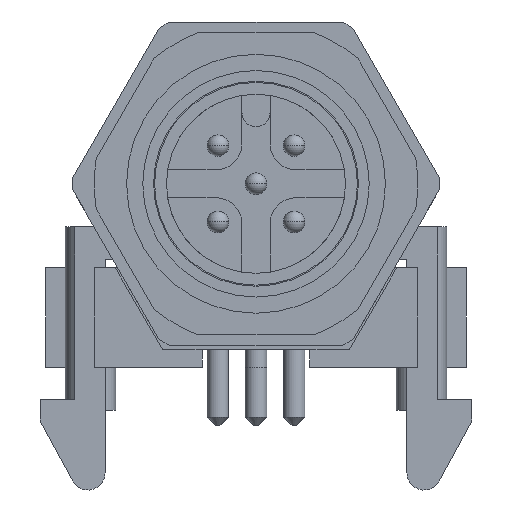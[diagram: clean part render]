
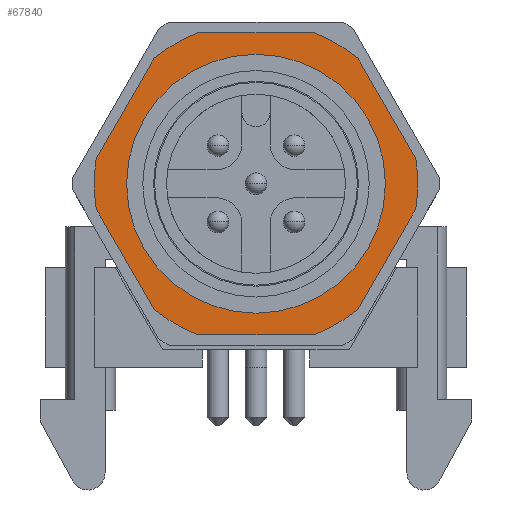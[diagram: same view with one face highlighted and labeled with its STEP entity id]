
A CAD part, front view. The second image highlights one B-rep face of the part: STEP entity #67840.
In plain terms, the highlighted planar face has unit normal (0, -1, 0).
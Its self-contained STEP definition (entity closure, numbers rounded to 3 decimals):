
#6700=CARTESIAN_POINT('',(0.,-10.2,6.));
#6710=VERTEX_POINT('',#6700);
#6870=CARTESIAN_POINT('',(0.,-10.2,-6.));
#6880=VERTEX_POINT('',#6870);
#6910=CARTESIAN_POINT('',(0.,-10.2,0.));
#6920=DIRECTION('',(0.,1.,0.));
#6930=DIRECTION('',(0.,0.,1.));
#6940=AXIS2_PLACEMENT_3D('',#6910,#6920,#6930);
#6950=CIRCLE('',#6940,6.);
#6960=EDGE_CURVE('',#6880,#6710,#6950,.T.);
#66220=CARTESIAN_POINT('',(-2.693,-10.2,7.));
#66230=VERTEX_POINT('',#66220);
#66260=CARTESIAN_POINT('',(0.,-10.2,0.));
#66270=DIRECTION('',(0.,1.,0.));
#66280=DIRECTION('',(0.,0.,1.));
#66290=AXIS2_PLACEMENT_3D('',#66260,#66270,#66280);
#66300=CIRCLE('',#66290,7.5);
#66310=CARTESIAN_POINT('',(-4.716,-10.2,5.832));
#66320=VERTEX_POINT('',#66310);
#66330=EDGE_CURVE('',#66320,#66230,#66300,.T.);
#66610=CARTESIAN_POINT('',(-4.716,-10.2,-5.832));
#66620=VERTEX_POINT('',#66610);
#66650=CARTESIAN_POINT('',(0.,-10.2,0.));
#66660=DIRECTION('',(0.,1.,0.));
#66670=DIRECTION('',(0.,0.,1.));
#66680=AXIS2_PLACEMENT_3D('',#66650,#66660,#66670);
#66690=CIRCLE('',#66680,7.5);
#66700=CARTESIAN_POINT('',(-2.693,-10.2,-7.));
#66710=VERTEX_POINT('',#66700);
#66720=EDGE_CURVE('',#66710,#66620,#66690,.T.);
#66900=CARTESIAN_POINT('',(0.,-10.2,6.775));
#66910=DIRECTION('',(0.,-1.,0.));
#66920=DIRECTION('',(0.,0.,-1.));
#66930=AXIS2_PLACEMENT_3D('',#66900,#66910,#66920);
#66940=PLANE('',#66930);
#66950=EDGE_CURVE('',#6710,#6880,#6950,.T.);
#66960=ORIENTED_EDGE('',*,*,#66950,.T.);
#66970=ORIENTED_EDGE('',*,*,#6960,.T.);
#66980=EDGE_LOOP('',(#66970,#66960));
#66990=FACE_BOUND('',#66980,.T.);
#67000=CARTESIAN_POINT('',(0.,-10.2,0.));
#67010=DIRECTION('',(0.,1.,0.));
#67020=DIRECTION('',(0.,0.,1.));
#67030=AXIS2_PLACEMENT_3D('',#67000,#67010,#67020);
#67040=CIRCLE('',#67030,7.5);
#67050=CARTESIAN_POINT('',(7.408,-10.2,1.168));
#67060=VERTEX_POINT('',#67050);
#67070=CARTESIAN_POINT('',(7.408,-10.2,-1.168));
#67080=VERTEX_POINT('',#67070);
#67090=EDGE_CURVE('',#67060,#67080,#67040,.T.);
#67100=ORIENTED_EDGE('',*,*,#67090,.F.);
#67110=CARTESIAN_POINT('',(4.716,-10.2,-5.832));
#67120=DIRECTION('',(0.5,0.,0.866));
#67130=VECTOR('',#67120,5.385);
#67140=LINE('',#67110,#67130);
#67150=CARTESIAN_POINT('',(4.716,-10.2,-5.832));
#67160=VERTEX_POINT('',#67150);
#67170=EDGE_CURVE('',#67160,#67080,#67140,.T.);
#67180=ORIENTED_EDGE('',*,*,#67170,.T.);
#67190=CARTESIAN_POINT('',(0.,-10.2,0.));
#67200=DIRECTION('',(0.,1.,0.));
#67210=DIRECTION('',(0.,0.,1.));
#67220=AXIS2_PLACEMENT_3D('',#67190,#67200,#67210);
#67230=CIRCLE('',#67220,7.5);
#67240=CARTESIAN_POINT('',(2.693,-10.2,-7.));
#67250=VERTEX_POINT('',#67240);
#67260=EDGE_CURVE('',#67160,#67250,#67230,.T.);
#67270=ORIENTED_EDGE('',*,*,#67260,.F.);
#67280=CARTESIAN_POINT('',(-2.693,-10.2,-7.));
#67290=DIRECTION('',(1.,0.,0.));
#67300=VECTOR('',#67290,5.385);
#67310=LINE('',#67280,#67300);
#67320=EDGE_CURVE('',#66710,#67250,#67310,.T.);
#67330=ORIENTED_EDGE('',*,*,#67320,.T.);
#67340=ORIENTED_EDGE('',*,*,#66720,.F.);
#67350=CARTESIAN_POINT('',(-7.408,-10.2,-1.168));
#67360=DIRECTION('',(0.5,0.,-0.866));
#67370=VECTOR('',#67360,5.385);
#67380=LINE('',#67350,#67370);
#67390=CARTESIAN_POINT('',(-7.408,-10.2,-1.168));
#67400=VERTEX_POINT('',#67390);
#67410=EDGE_CURVE('',#67400,#66620,#67380,.T.);
#67420=ORIENTED_EDGE('',*,*,#67410,.T.);
#67430=CARTESIAN_POINT('',(0.,-10.2,0.));
#67440=DIRECTION('',(0.,1.,0.));
#67450=DIRECTION('',(0.,0.,1.));
#67460=AXIS2_PLACEMENT_3D('',#67430,#67440,#67450);
#67470=CIRCLE('',#67460,7.5);
#67480=CARTESIAN_POINT('',(-7.408,-10.2,1.168));
#67490=VERTEX_POINT('',#67480);
#67500=EDGE_CURVE('',#67400,#67490,#67470,.T.);
#67510=ORIENTED_EDGE('',*,*,#67500,.F.);
#67520=CARTESIAN_POINT('',(-4.716,-10.2,5.832));
#67530=DIRECTION('',(-0.5,0.,-0.866));
#67540=VECTOR('',#67530,5.385);
#67550=LINE('',#67520,#67540);
#67560=EDGE_CURVE('',#66320,#67490,#67550,.T.);
#67570=ORIENTED_EDGE('',*,*,#67560,.T.);
#67580=ORIENTED_EDGE('',*,*,#66330,.F.);
#67590=CARTESIAN_POINT('',(2.693,-10.2,7.));
#67600=DIRECTION('',(-1.,0.,0.));
#67610=VECTOR('',#67600,5.385);
#67620=LINE('',#67590,#67610);
#67630=CARTESIAN_POINT('',(2.693,-10.2,7.));
#67640=VERTEX_POINT('',#67630);
#67650=EDGE_CURVE('',#67640,#66230,#67620,.T.);
#67660=ORIENTED_EDGE('',*,*,#67650,.T.);
#67670=CARTESIAN_POINT('',(0.,-10.2,0.));
#67680=DIRECTION('',(0.,1.,0.));
#67690=DIRECTION('',(0.,0.,1.));
#67700=AXIS2_PLACEMENT_3D('',#67670,#67680,#67690);
#67710=CIRCLE('',#67700,7.5);
#67720=CARTESIAN_POINT('',(4.716,-10.2,5.832));
#67730=VERTEX_POINT('',#67720);
#67740=EDGE_CURVE('',#67640,#67730,#67710,.T.);
#67750=ORIENTED_EDGE('',*,*,#67740,.F.);
#67760=CARTESIAN_POINT('',(7.408,-10.2,1.168));
#67770=DIRECTION('',(-0.5,0.,0.866));
#67780=VECTOR('',#67770,5.385);
#67790=LINE('',#67760,#67780);
#67800=EDGE_CURVE('',#67060,#67730,#67790,.T.);
#67810=ORIENTED_EDGE('',*,*,#67800,.T.);
#67820=EDGE_LOOP('',(#67810,#67750,#67660,#67580,#67570,#67510,#67420,
#67340,#67330,#67270,#67180,#67100));
#67830=FACE_OUTER_BOUND('',#67820,.T.);
#67840=ADVANCED_FACE('',(#66990,#67830),#66940,.T.);
